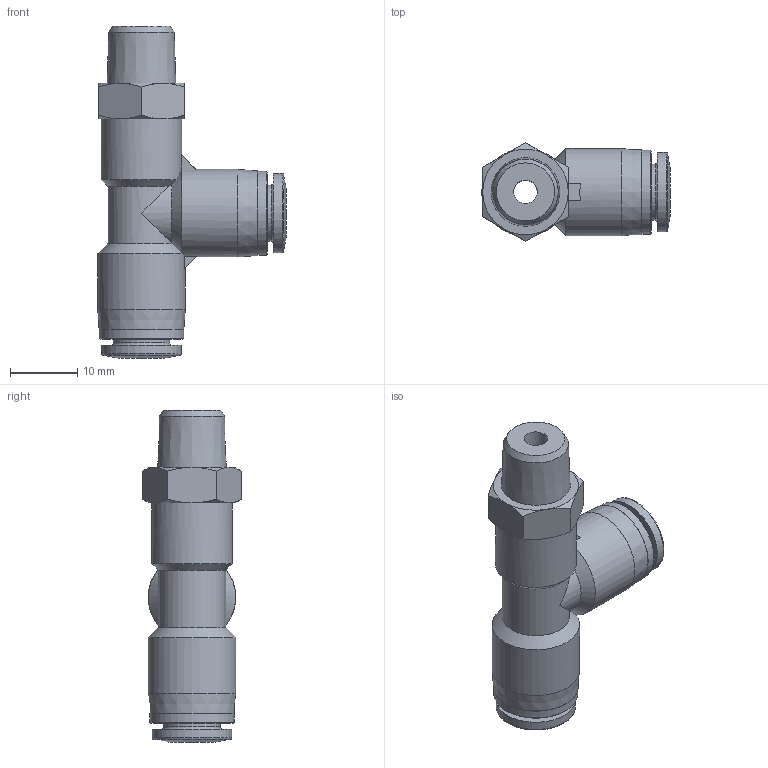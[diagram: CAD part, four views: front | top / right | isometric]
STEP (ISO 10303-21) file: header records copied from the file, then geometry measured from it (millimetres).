
FILE_DESCRIPTION(/* description */ ('STEP AP214'),/* implementation_level */ '2;1');
FILE_NAME(/* name */ '564711_QBTL-1_8-1_4-U',/* time_stamp */ '2024-09-14T04:37:20+02:00',/* author */ ('License CC BY-ND 4.0'),/* organization */ ('CADENAS'),/* preprocessor_version */ 'ST-DEVELOPER v19.3',/* originating_system */ 'PARTsolutions',/* authorisation */ ' ');
FILE_SCHEMA (('AUTOMOTIVE_DESIGN {1 0 10303 214 3 1 1}'));
Length unit declared in the file: millimetre
Products named in the file (1): 564711 QBTL-1/8-1/4-U
Bounding box: 28 x 14.66 x 49.3 mm (x, y, z)
Volume: 5867.8 mm3; surface area: 4009.9 mm2
Topology: 1 solids, 1 shells, 69 faces, 152 edges, 92 vertices
Faces by surface type: cone 24, plane 23, cylinder 16, torus 6
Full cylindrical faces by diameter (mm): 3.5 x2, 6.35 x2, 8.35 x2, 11.8 x2, 12 x1, 12.5 x2, 13 x2
Entity records: 2254 total; most frequent: CARTESIAN_POINT 378, DIRECTION 292, ORIENTED_EDGE 238, AXIS2_PLACEMENT_3D 137, EDGE_CURVE 119, EDGE_LOOP 108, FACE_BOUND 108, VERTEX_POINT 87
